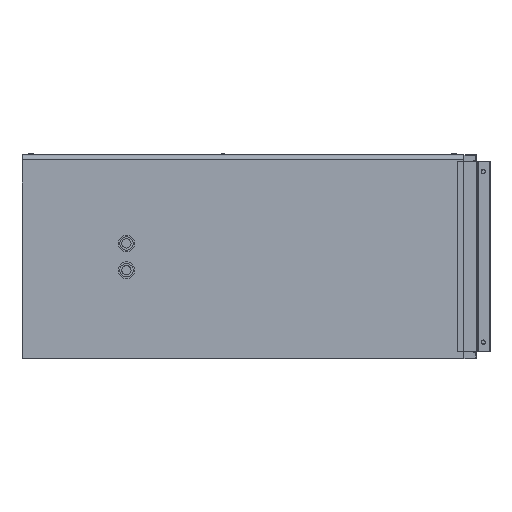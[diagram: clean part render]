
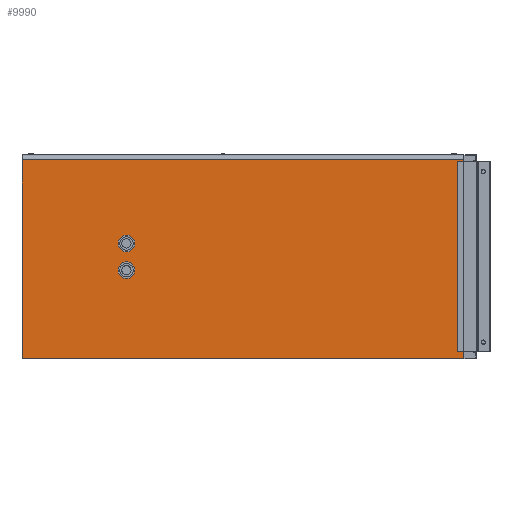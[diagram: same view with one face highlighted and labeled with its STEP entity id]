
A CAD part, left-side view. The second image highlights one B-rep face of the part: STEP entity #9990.
In plain terms, the highlighted planar face has unit normal (-1, 0, 0).
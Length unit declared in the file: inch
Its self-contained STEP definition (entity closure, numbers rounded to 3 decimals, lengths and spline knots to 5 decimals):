
#23 = VECTOR ( 'NONE', #4543, 39.37008 ) ;
#51 = VECTOR ( 'NONE', #421, 39.37008 ) ;
#188 = AXIS2_PLACEMENT_3D ( 'NONE', #10399, #8769, #2223 ) ;
#241 = CARTESIAN_POINT ( 'NONE',  ( -25.5, 50.375, -3.25 ) ) ;
#286 = VECTOR ( 'NONE', #3880, 39.37008 ) ;
#390 = DIRECTION ( 'NONE',  ( 0., 0., -1. ) ) ;
#421 = DIRECTION ( 'NONE',  ( 0., 0., 1. ) ) ;
#521 = EDGE_CURVE ( 'NONE', #8718, #6734, #8276, .T. ) ;
#751 = VERTEX_POINT ( 'NONE', #6791 ) ;
#761 = VERTEX_POINT ( 'NONE', #241 ) ;
#1194 = AXIS2_PLACEMENT_3D ( 'NONE', #10063, #4460, #390 ) ;
#1519 = VERTEX_POINT ( 'NONE', #4475 ) ;
#1558 = EDGE_CURVE ( 'NONE', #1519, #2955, #2189, .T. ) ;
#1572 = CARTESIAN_POINT ( 'NONE',  ( -25.5, 50.375, 2. ) ) ;
#1666 = EDGE_LOOP ( 'NONE', ( #6964, #3535, #2868, #10337 ) ) ;
#1729 = CARTESIAN_POINT ( 'NONE',  ( -25.5, 50.375, -2. ) ) ;
#2014 = CARTESIAN_POINT ( 'NONE',  ( -25.5, 66., 14.5 ) ) ;
#2189 = LINE ( 'NONE', #9363, #23 ) ;
#2223 = DIRECTION ( 'NONE',  ( 0., 0., -1. ) ) ;
#2230 = CIRCLE ( 'NONE', #7500, 1.25 ) ;
#2857 = CARTESIAN_POINT ( 'NONE',  ( -25.5, 66., 14.5 ) ) ;
#2868 = ORIENTED_EDGE ( 'NONE', *, *, #3637, .F. ) ;
#2955 = VERTEX_POINT ( 'NONE', #8701 ) ;
#3256 = FACE_BOUND ( 'NONE', #9357, .T. ) ;
#3342 = CIRCLE ( 'NONE', #188, 1.25 ) ;
#3386 = FACE_OUTER_BOUND ( 'NONE', #1666, .T. ) ;
#3535 = ORIENTED_EDGE ( 'NONE', *, *, #8270, .F. ) ;
#3637 = EDGE_CURVE ( 'NONE', #5701, #9976, #5757, .T. ) ;
#3674 = DIRECTION ( 'NONE',  ( 0., 0., -1. ) ) ;
#3701 = CARTESIAN_POINT ( 'NONE',  ( -25.5, 50.375, 0.75 ) ) ;
#3880 = DIRECTION ( 'NONE',  ( 0., -1., 0. ) ) ;
#3949 = EDGE_CURVE ( 'NONE', #6734, #8718, #8009, .T. ) ;
#4129 = DIRECTION ( 'NONE',  ( 1., 0., 0. ) ) ;
#4460 = DIRECTION ( 'NONE',  ( 1., 0., 0. ) ) ;
#4475 = CARTESIAN_POINT ( 'NONE',  ( -25.5, 0., -15.25 ) ) ;
#4543 = DIRECTION ( 'NONE',  ( 0., 0., 1. ) ) ;
#4593 = EDGE_CURVE ( 'NONE', #761, #751, #3342, .T. ) ;
#4654 = EDGE_CURVE ( 'NONE', #5701, #1519, #6630, .T. ) ;
#4708 = CARTESIAN_POINT ( 'NONE',  ( -25.5, 66., -15.25 ) ) ;
#4782 = CARTESIAN_POINT ( 'NONE',  ( -25.5, 50.375, 3.25 ) ) ;
#4941 = AXIS2_PLACEMENT_3D ( 'NONE', #1572, #6360, #6438 ) ;
#4996 = ORIENTED_EDGE ( 'NONE', *, *, #4593, .T. ) ;
#5212 = PLANE ( 'NONE',  #6617 ) ;
#5281 = CARTESIAN_POINT ( 'NONE',  ( -25.5, 66., 14.5 ) ) ;
#5701 = VERTEX_POINT ( 'NONE', #4708 ) ;
#5757 = LINE ( 'NONE', #2014, #51 ) ;
#6349 = CARTESIAN_POINT ( 'NONE',  ( -25.5, 66., 14.5 ) ) ;
#6360 = DIRECTION ( 'NONE',  ( 1., 0., 0. ) ) ;
#6438 = DIRECTION ( 'NONE',  ( 0., 0., -1. ) ) ;
#6573 = ORIENTED_EDGE ( 'NONE', *, *, #3949, .T. ) ;
#6591 = LINE ( 'NONE', #6349, #8329 ) ;
#6617 = AXIS2_PLACEMENT_3D ( 'NONE', #5281, #8423, #3674 ) ;
#6630 = LINE ( 'NONE', #10325, #286 ) ;
#6734 = VERTEX_POINT ( 'NONE', #3701 ) ;
#6791 = CARTESIAN_POINT ( 'NONE',  ( -25.5, 50.375, -0.75 ) ) ;
#6964 = ORIENTED_EDGE ( 'NONE', *, *, #1558, .T. ) ;
#7362 = DIRECTION ( 'NONE',  ( 0., 0., -1. ) ) ;
#7411 = EDGE_LOOP ( 'NONE', ( #8925, #6573 ) ) ;
#7500 = AXIS2_PLACEMENT_3D ( 'NONE', #1729, #4129, #7362 ) ;
#7856 = DIRECTION ( 'NONE',  ( 0., -1., 0. ) ) ;
#8009 = CIRCLE ( 'NONE', #1194, 1.25 ) ;
#8270 = EDGE_CURVE ( 'NONE', #9976, #2955, #6591, .T. ) ;
#8276 = CIRCLE ( 'NONE', #4941, 1.25 ) ;
#8329 = VECTOR ( 'NONE', #7856, 39.37008 ) ;
#8345 = ORIENTED_EDGE ( 'NONE', *, *, #10255, .T. ) ;
#8423 = DIRECTION ( 'NONE',  ( 1., 0., 0. ) ) ;
#8701 = CARTESIAN_POINT ( 'NONE',  ( -25.5, 0., 14.5 ) ) ;
#8718 = VERTEX_POINT ( 'NONE', #4782 ) ;
#8769 = DIRECTION ( 'NONE',  ( 1., 0., 0. ) ) ;
#8925 = ORIENTED_EDGE ( 'NONE', *, *, #521, .T. ) ;
#9357 = EDGE_LOOP ( 'NONE', ( #8345, #4996 ) ) ;
#9363 = CARTESIAN_POINT ( 'NONE',  ( -25.5, 0., 14.5 ) ) ;
#9813 = FACE_BOUND ( 'NONE', #7411, .T. ) ;
#9976 = VERTEX_POINT ( 'NONE', #2857 ) ;
#9990 = ADVANCED_FACE ( 'NONE', ( #3256, #9813, #3386 ), #5212, .F. ) ;
#10063 = CARTESIAN_POINT ( 'NONE',  ( -25.5, 50.375, 2. ) ) ;
#10255 = EDGE_CURVE ( 'NONE', #751, #761, #2230, .T. ) ;
#10325 = CARTESIAN_POINT ( 'NONE',  ( -25.5, 66., -15.25 ) ) ;
#10337 = ORIENTED_EDGE ( 'NONE', *, *, #4654, .T. ) ;
#10399 = CARTESIAN_POINT ( 'NONE',  ( -25.5, 50.375, -2. ) ) ;
